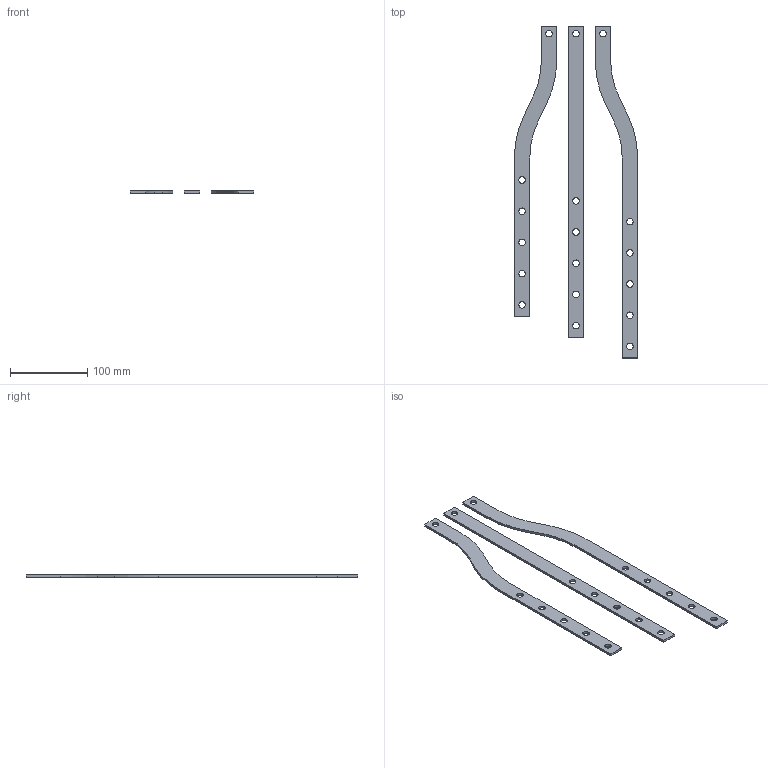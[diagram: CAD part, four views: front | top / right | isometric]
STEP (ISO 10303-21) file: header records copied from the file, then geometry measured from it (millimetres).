
FILE_DESCRIPTION (( 'STEP AP214' ), '1' );
FILE_NAME ('YKM10-SS-02 Êîìïëåêò ñèëîâûõ øèí (ìåäü, ãàá.2) ê ÏÐ.STEP', '2016-08-31T06:57:46', ( '' ), ( '' ), 'SwSTEP 2.0', 'SolidWorks 2014', '' );
FILE_SCHEMA (( 'AUTOMOTIVE_DESIGN' ));
Length unit declared in the file: millimetre
Products named in the file (1): YKM10-SS-02 Êîìïëåêò ñèëîâûõ øèí (ìåäü, ãàá.2) ê ÏÐ
Bounding box: 160 x 431 x 3 mm (x, y, z)
Volume: 70398.1 mm3; surface area: 56080.3 mm2
Topology: 3 solids, 3 shells, 70 faces, 192 edges, 128 vertices
Faces by surface type: cylinder 44, plane 26
Entity records: 2388 total; most frequent: DIRECTION 422, CARTESIAN_POINT 391, ORIENTED_EDGE 384, EDGE_CURVE 192, AXIS2_PLACEMENT_3D 159, VERTEX_POINT 128, EDGE_LOOP 106, VECTOR 104
